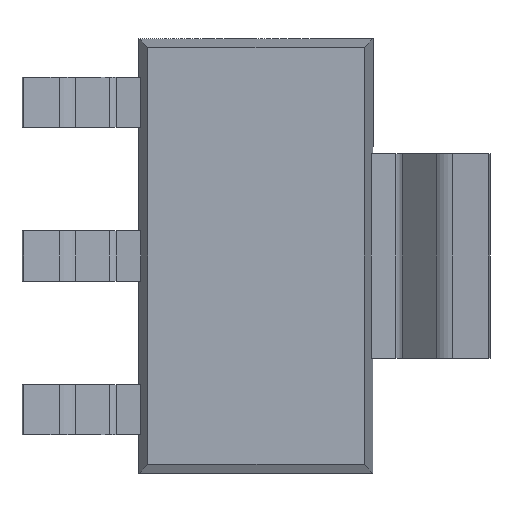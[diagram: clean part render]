
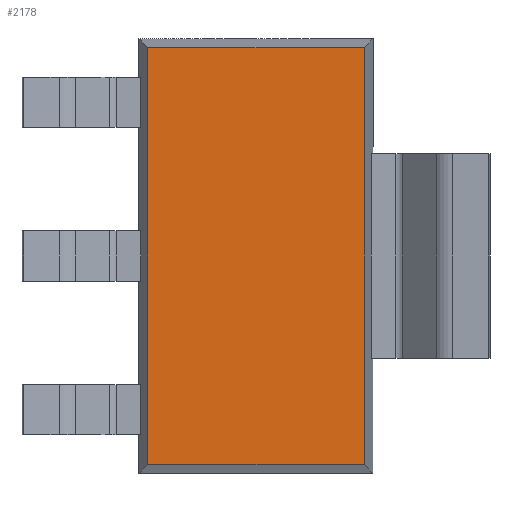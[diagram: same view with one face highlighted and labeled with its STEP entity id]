
A CAD part, front view. The second image highlights one B-rep face of the part: STEP entity #2178.
In plain terms, the highlighted planar face has unit normal (0, -1, 0).
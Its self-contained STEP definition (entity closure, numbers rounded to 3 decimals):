
#3 = CARTESIAN_POINT ( 'NONE',  ( 1.618, 0.1, 0. ) ) ;
#25 = CARTESIAN_POINT ( 'NONE',  ( 1.618, 0.1, -3.118 ) ) ;
#42 = AXIS2_PLACEMENT_3D ( 'NONE', #308, #792, #103 ) ;
#103 = DIRECTION ( 'NONE',  ( 0., 0., 1. ) ) ;
#150 = LINE ( 'NONE', #1201, #832 ) ;
#161 = ORIENTED_EDGE ( 'NONE', *, *, #345, .F. ) ;
#208 = CARTESIAN_POINT ( 'NONE',  ( -1.618, 0.1, 3.118 ) ) ;
#225 = DIRECTION ( 'NONE',  ( -1., 0., 0. ) ) ;
#308 = CARTESIAN_POINT ( 'NONE',  ( 0., 0.1, 0. ) ) ;
#345 = EDGE_CURVE ( 'NONE', #1397, #1664, #1549, .T. ) ;
#371 = CARTESIAN_POINT ( 'NONE',  ( 0., 0.1, 3.118 ) ) ;
#529 = VERTEX_POINT ( 'NONE', #25 ) ;
#554 = VERTEX_POINT ( 'NONE', #1718 ) ;
#560 = EDGE_LOOP ( 'NONE', ( #1603, #1181, #161, #1200 ) ) ;
#792 = DIRECTION ( 'NONE',  ( 0., 1., 0. ) ) ;
#805 = VECTOR ( 'NONE', #989, 1000. ) ;
#809 = VECTOR ( 'NONE', #1545, 1000. ) ;
#832 = VECTOR ( 'NONE', #225, 1000. ) ;
#989 = DIRECTION ( 'NONE',  ( 0., 0., 1. ) ) ;
#1023 = EDGE_CURVE ( 'NONE', #554, #529, #1530, .T. ) ;
#1028 = VECTOR ( 'NONE', #1225, 1000. ) ;
#1181 = ORIENTED_EDGE ( 'NONE', *, *, #1865, .F. ) ;
#1200 = ORIENTED_EDGE ( 'NONE', *, *, #1460, .F. ) ;
#1201 = CARTESIAN_POINT ( 'NONE',  ( 0., 0.1, -3.118 ) ) ;
#1225 = DIRECTION ( 'NONE',  ( 1., 0., 0. ) ) ;
#1397 = VERTEX_POINT ( 'NONE', #1708 ) ;
#1450 = PLANE ( 'NONE',  #42 ) ;
#1460 = EDGE_CURVE ( 'NONE', #529, #1397, #150, .T. ) ;
#1530 = LINE ( 'NONE', #3, #809 ) ;
#1545 = DIRECTION ( 'NONE',  ( 0., 0., -1. ) ) ;
#1549 = LINE ( 'NONE', #2047, #805 ) ;
#1603 = ORIENTED_EDGE ( 'NONE', *, *, #1023, .F. ) ;
#1664 = VERTEX_POINT ( 'NONE', #208 ) ;
#1708 = CARTESIAN_POINT ( 'NONE',  ( -1.618, 0.1, -3.118 ) ) ;
#1718 = CARTESIAN_POINT ( 'NONE',  ( 1.618, 0.1, 3.118 ) ) ;
#1736 = LINE ( 'NONE', #371, #1028 ) ;
#1831 = FACE_OUTER_BOUND ( 'NONE', #560, .T. ) ;
#1865 = EDGE_CURVE ( 'NONE', #1664, #554, #1736, .T. ) ;
#2047 = CARTESIAN_POINT ( 'NONE',  ( -1.618, 0.1, 0. ) ) ;
#2178 = ADVANCED_FACE ( 'NONE', ( #1831 ), #1450, .F. ) ;
